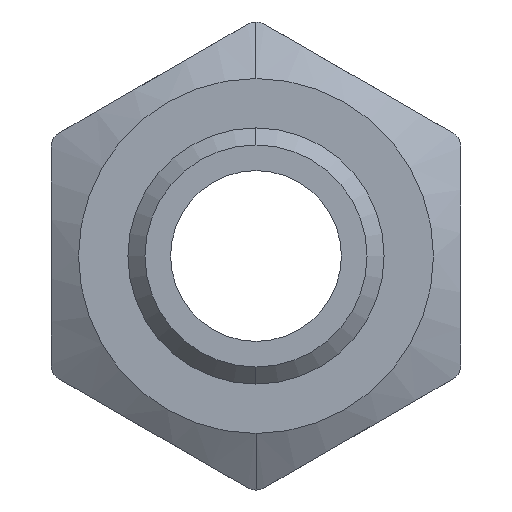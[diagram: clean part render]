
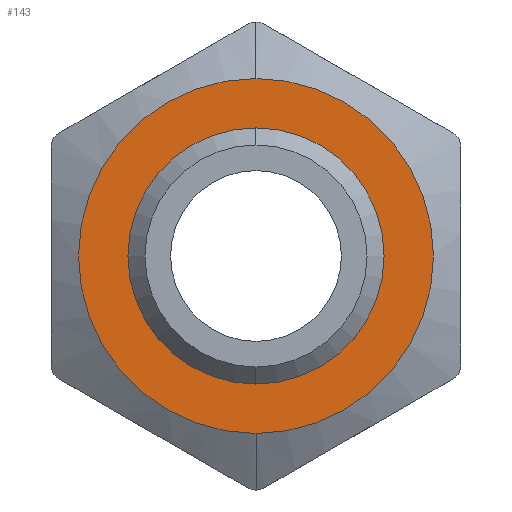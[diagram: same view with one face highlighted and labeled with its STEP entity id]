
A CAD part, left-side view. The second image highlights one B-rep face of the part: STEP entity #143.
In plain terms, the highlighted planar face has unit normal (-1, 0, 0).
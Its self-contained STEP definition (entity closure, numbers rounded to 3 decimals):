
#11 = CARTESIAN_POINT ( 'NONE',  ( -16., 7.5, 0. ) ) ;
#103 = AXIS2_PLACEMENT_3D ( 'NONE', #11, #601, #341 ) ;
#143 = ADVANCED_FACE ( 'NONE', ( #498, #552 ), #171, .F. ) ;
#154 = CIRCLE ( 'NONE', #538, 7.5 ) ;
#170 = DIRECTION ( 'NONE',  ( -1., 0., 0. ) ) ;
#171 = PLANE ( 'NONE',  #103 ) ;
#251 = EDGE_CURVE ( 'NONE', #402, #528, #795, .T. ) ;
#263 = DIRECTION ( 'NONE',  ( 0., 0., 1. ) ) ;
#341 = DIRECTION ( 'NONE',  ( 0., 0., -1. ) ) ;
#370 = DIRECTION ( 'NONE',  ( 1., 0., 0. ) ) ;
#373 = CIRCLE ( 'NONE', #575, 7.5 ) ;
#402 = VERTEX_POINT ( 'NONE', #810 ) ;
#417 = DIRECTION ( 'NONE',  ( 1., 0., 0. ) ) ;
#420 = DIRECTION ( 'NONE',  ( 0., 0., -1. ) ) ;
#447 = CARTESIAN_POINT ( 'NONE',  ( -16., 0., 0. ) ) ;
#477 = ORIENTED_EDGE ( 'NONE', *, *, #547, .F. ) ;
#490 = EDGE_CURVE ( 'NONE', #528, #402, #600, .T. ) ;
#498 = FACE_OUTER_BOUND ( 'NONE', #586, .T. ) ;
#528 = VERTEX_POINT ( 'NONE', #1064 ) ;
#530 = EDGE_LOOP ( 'NONE', ( #1058, #477 ) ) ;
#538 = AXIS2_PLACEMENT_3D ( 'NONE', #911, #170, #263 ) ;
#547 = EDGE_CURVE ( 'NONE', #627, #606, #154, .T. ) ;
#552 = FACE_BOUND ( 'NONE', #530, .T. ) ;
#555 = ORIENTED_EDGE ( 'NONE', *, *, #251, .F. ) ;
#575 = AXIS2_PLACEMENT_3D ( 'NONE', #885, #1042, #892 ) ;
#586 = EDGE_LOOP ( 'NONE', ( #555, #845 ) ) ;
#600 = CIRCLE ( 'NONE', #980, 10.392 ) ;
#601 = DIRECTION ( 'NONE',  ( 1., 0., 0. ) ) ;
#606 = VERTEX_POINT ( 'NONE', #1004 ) ;
#627 = VERTEX_POINT ( 'NONE', #939 ) ;
#795 = CIRCLE ( 'NONE', #1062, 10.392 ) ;
#810 = CARTESIAN_POINT ( 'NONE',  ( -16., 0., -10.392 ) ) ;
#823 = EDGE_CURVE ( 'NONE', #606, #627, #373, .T. ) ;
#845 = ORIENTED_EDGE ( 'NONE', *, *, #490, .F. ) ;
#885 = CARTESIAN_POINT ( 'NONE',  ( -16., 0., 0. ) ) ;
#892 = DIRECTION ( 'NONE',  ( 0., 0., 1. ) ) ;
#911 = CARTESIAN_POINT ( 'NONE',  ( -16., 0., 0. ) ) ;
#939 = CARTESIAN_POINT ( 'NONE',  ( -16., 0., -7.5 ) ) ;
#980 = AXIS2_PLACEMENT_3D ( 'NONE', #1067, #417, #420 ) ;
#1004 = CARTESIAN_POINT ( 'NONE',  ( -16., 0., 7.5 ) ) ;
#1016 = DIRECTION ( 'NONE',  ( 0., 0., -1. ) ) ;
#1042 = DIRECTION ( 'NONE',  ( -1., 0., 0. ) ) ;
#1058 = ORIENTED_EDGE ( 'NONE', *, *, #823, .F. ) ;
#1062 = AXIS2_PLACEMENT_3D ( 'NONE', #447, #370, #1016 ) ;
#1064 = CARTESIAN_POINT ( 'NONE',  ( -16., 0., 10.392 ) ) ;
#1067 = CARTESIAN_POINT ( 'NONE',  ( -16., 0., 0. ) ) ;
